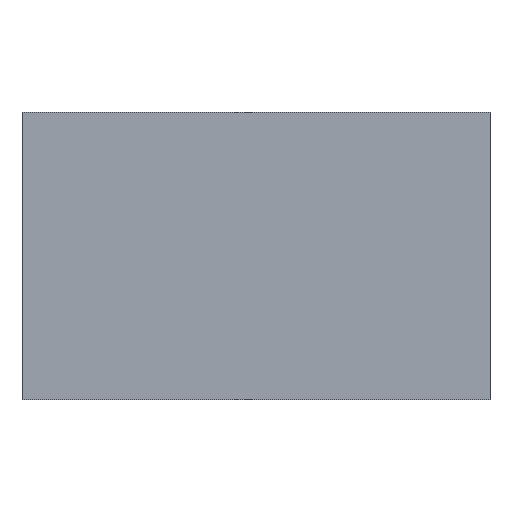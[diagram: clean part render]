
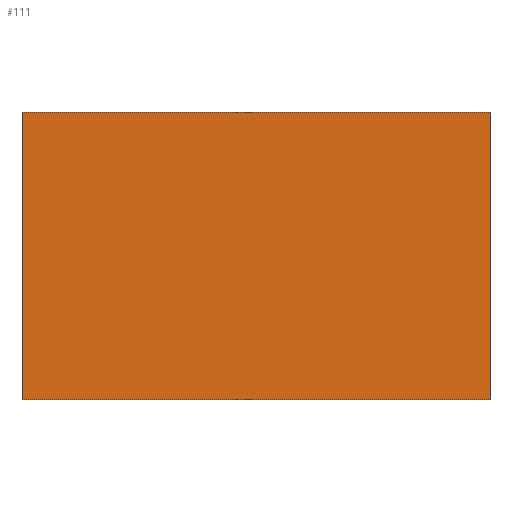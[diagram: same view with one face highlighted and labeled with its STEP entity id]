
A CAD part, top view. The second image highlights one B-rep face of the part: STEP entity #111.
In plain terms, the highlighted planar face has unit normal (0, 0, 1).
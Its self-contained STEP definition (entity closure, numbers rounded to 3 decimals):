
#40=ORIENTED_EDGE('',*,*,#44,.T.);
#41=ORIENTED_EDGE('',*,*,#48,.T.);
#42=ORIENTED_EDGE('',*,*,#51,.T.);
#43=ORIENTED_EDGE('',*,*,#54,.T.);
#44=EDGE_CURVE('',#56,#57,#64,.T.);
#48=EDGE_CURVE('',#57,#60,#68,.T.);
#51=EDGE_CURVE('',#60,#62,#71,.T.);
#54=EDGE_CURVE('',#62,#56,#74,.T.);
#56=VERTEX_POINT('',#162);
#57=VERTEX_POINT('',#163);
#60=VERTEX_POINT('',#171);
#62=VERTEX_POINT('',#177);
#64=LINE('',#161,#76);
#68=LINE('',#170,#80);
#71=LINE('',#176,#83);
#74=LINE('',#182,#86);
#76=VECTOR('',#137,1000.);
#80=VECTOR('',#143,1000.);
#83=VECTOR('',#148,1000.);
#86=VECTOR('',#153,1000.);
#93=EDGE_LOOP('',(#40,#41,#42,#43));
#99=FACE_BOUND('',#93,.T.);
#105=PLANE('',#132);
#111=ADVANCED_FACE('',(#99),#105,.T.);
#132=AXIS2_PLACEMENT_3D('',#185,#157,#158);
#137=DIRECTION('',(0.,1.,0.));
#143=DIRECTION('',(-1.,0.,0.));
#148=DIRECTION('',(0.,-1.,0.));
#153=DIRECTION('',(1.,0.,0.));
#157=DIRECTION('',(0.,0.,1.));
#158=DIRECTION('',(1.,0.,0.));
#161=CARTESIAN_POINT('',(15.317,-8.484,1.753));
#162=CARTESIAN_POINT('',(15.317,-8.484,1.753));
#163=CARTESIAN_POINT('',(15.317,8.484,1.753));
#170=CARTESIAN_POINT('',(15.317,8.484,1.753));
#171=CARTESIAN_POINT('',(-12.267,8.484,1.753));
#176=CARTESIAN_POINT('',(-12.267,8.484,1.753));
#177=CARTESIAN_POINT('',(-12.267,-8.484,1.753));
#182=CARTESIAN_POINT('',(-12.267,-8.484,1.753));
#185=CARTESIAN_POINT('',(0.,0.,1.753));
